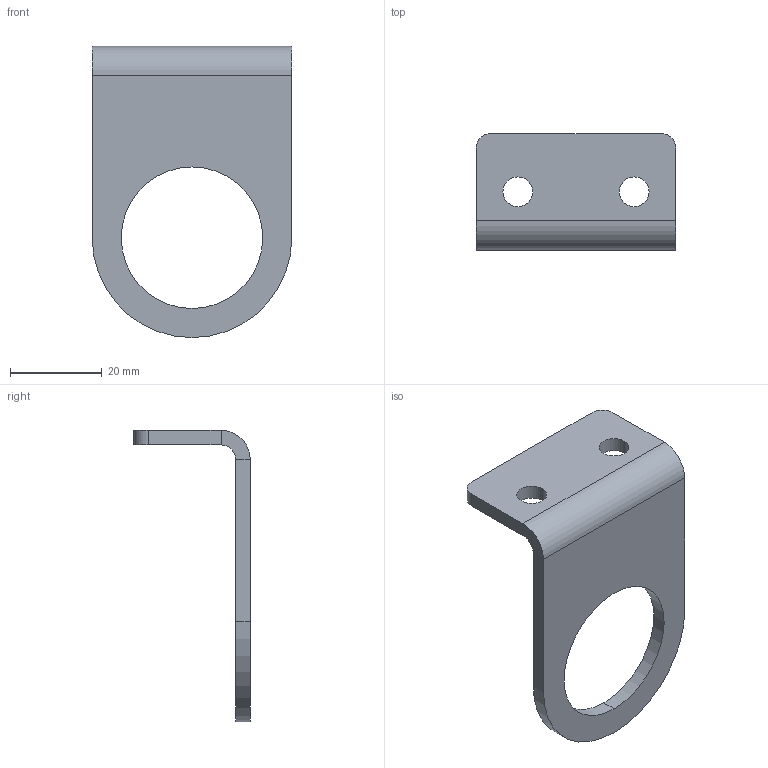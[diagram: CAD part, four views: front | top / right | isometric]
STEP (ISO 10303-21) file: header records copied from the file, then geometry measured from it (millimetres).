
FILE_DESCRIPTION (( 'STEP AP214' ), '1' );
FILE_NAME ('am-2004 Regulator Mounting Bracket REV2.STEP', '2018-06-25T17:41:32', ( '' ), ( '' ), 'SwSTEP 2.0', 'SolidWorks 2017', '' );
FILE_SCHEMA (( 'AUTOMOTIVE_DESIGN' ));
Length unit declared in the file: inch
Products named in the file (1): am-2004 Regulator Mounting Bracket REV2
Bounding box: 43.56 x 25.4 x 63.5 mm (x, y, z)
Volume: 8329.2 mm3; surface area: 6423.8 mm2
Topology: 1 solids, 1 shells, 22 faces, 52 edges, 32 vertices
Faces by surface type: cylinder 11, plane 11
Entity records: 686 total; most frequent: DIRECTION 120, CARTESIAN_POINT 107, ORIENTED_EDGE 104, EDGE_CURVE 52, AXIS2_PLACEMENT_3D 45, VERTEX_POINT 32, VECTOR 30, LINE 30
